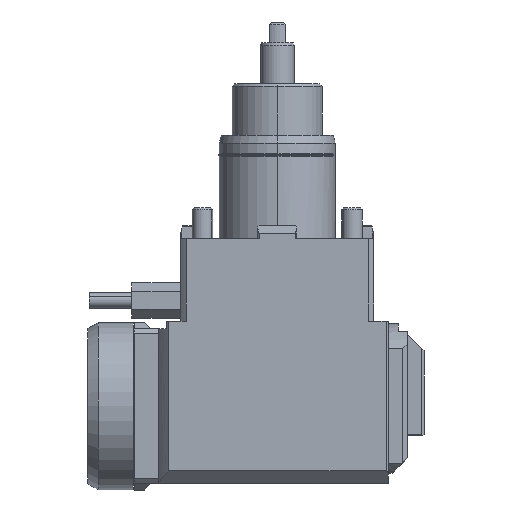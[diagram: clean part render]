
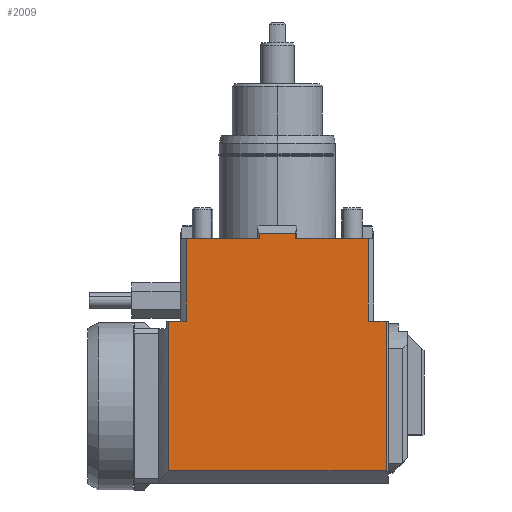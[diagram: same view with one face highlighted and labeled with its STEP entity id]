
A CAD part, front view. The second image highlights one B-rep face of the part: STEP entity #2009.
In plain terms, the highlighted planar face has unit normal (0, -1, 0).
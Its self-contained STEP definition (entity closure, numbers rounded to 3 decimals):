
#77=CARTESIAN_POINT('',(7.,-37.5,-0.));
#78=VERTEX_POINT('',#77);
#95=CARTESIAN_POINT('',(7.,-37.5,2.));
#96=VERTEX_POINT('',#95);
#103=CARTESIAN_POINT('',(7.,-37.5,2.));
#104=DIRECTION('',(0.,0.,-1.));
#105=VECTOR('',#104,2.);
#106=LINE('',#103,#105);
#107=EDGE_CURVE('',#96,#78,#106,.T.);
#270=CARTESIAN_POINT('',(42.261,-37.5,-90.));
#271=VERTEX_POINT('',#270);
#279=CARTESIAN_POINT('',(-42.261,-37.5,-90.));
#280=VERTEX_POINT('',#279);
#281=CARTESIAN_POINT('',(42.261,-37.5,-90.));
#282=DIRECTION('',(-1.,0.,0.));
#283=VECTOR('',#282,84.522);
#284=LINE('',#281,#283);
#285=EDGE_CURVE('',#271,#280,#284,.T.);
#1924=CARTESIAN_POINT('',(-0.,-37.5,-4.5));
#1925=DIRECTION('',(-0.,-1.,0.));
#1926=DIRECTION('',(-0.,0.,-1.));
#1927=AXIS2_PLACEMENT_3D('',#1924,#1925,#1926);
#1928=PLANE('',#1927);
#1929=ORIENTED_EDGE('',*,*,#107,.F.);
#1930=CARTESIAN_POINT('',(-7.,-37.5,2.));
#1931=VERTEX_POINT('',#1930);
#1932=CARTESIAN_POINT('',(-7.,-37.5,2.));
#1933=DIRECTION('',(1.,0.,-0.));
#1934=VECTOR('',#1933,14.);
#1935=LINE('',#1932,#1934);
#1936=EDGE_CURVE('',#1931,#96,#1935,.T.);
#1937=ORIENTED_EDGE('',*,*,#1936,.F.);
#1938=CARTESIAN_POINT('',(-7.,-37.5,0.));
#1939=VERTEX_POINT('',#1938);
#1940=CARTESIAN_POINT('',(-7.,-37.5,0.));
#1941=DIRECTION('',(0.,0.,1.));
#1942=VECTOR('',#1941,2.);
#1943=LINE('',#1940,#1942);
#1944=EDGE_CURVE('',#1939,#1931,#1943,.T.);
#1945=ORIENTED_EDGE('',*,*,#1944,.F.);
#1946=CARTESIAN_POINT('',(-35.299,-37.5,0.));
#1947=VERTEX_POINT('',#1946);
#1948=CARTESIAN_POINT('',(-7.,-37.5,0.));
#1949=DIRECTION('',(-1.,0.,0.));
#1950=VECTOR('',#1949,28.299);
#1951=LINE('',#1948,#1950);
#1952=EDGE_CURVE('',#1939,#1947,#1951,.T.);
#1953=ORIENTED_EDGE('',*,*,#1952,.T.);
#1954=CARTESIAN_POINT('',(-35.299,-37.5,-32.));
#1955=VERTEX_POINT('',#1954);
#1956=CARTESIAN_POINT('',(-35.299,-37.5,0.));
#1957=DIRECTION('',(0.,0.,-1.));
#1958=VECTOR('',#1957,32.);
#1959=LINE('',#1956,#1958);
#1960=EDGE_CURVE('',#1947,#1955,#1959,.T.);
#1961=ORIENTED_EDGE('',*,*,#1960,.T.);
#1962=CARTESIAN_POINT('',(-42.261,-37.5,-32.));
#1963=VERTEX_POINT('',#1962);
#1964=CARTESIAN_POINT('',(-35.299,-37.5,-32.));
#1965=DIRECTION('',(-1.,0.,0.));
#1966=VECTOR('',#1965,6.962);
#1967=LINE('',#1964,#1966);
#1968=EDGE_CURVE('',#1955,#1963,#1967,.T.);
#1969=ORIENTED_EDGE('',*,*,#1968,.T.);
#1970=CARTESIAN_POINT('',(-42.261,-37.5,-32.));
#1971=DIRECTION('',(-0.,0.,-1.));
#1972=VECTOR('',#1971,58.);
#1973=LINE('',#1970,#1972);
#1974=EDGE_CURVE('',#1963,#280,#1973,.T.);
#1975=ORIENTED_EDGE('',*,*,#1974,.T.);
#1976=ORIENTED_EDGE('',*,*,#285,.F.);
#1977=CARTESIAN_POINT('',(42.261,-37.5,-32.));
#1978=VERTEX_POINT('',#1977);
#1979=CARTESIAN_POINT('',(42.261,-37.5,-90.));
#1980=DIRECTION('',(0.,0.,1.));
#1981=VECTOR('',#1980,58.);
#1982=LINE('',#1979,#1981);
#1983=EDGE_CURVE('',#271,#1978,#1982,.T.);
#1984=ORIENTED_EDGE('',*,*,#1983,.T.);
#1985=CARTESIAN_POINT('',(35.299,-37.5,-32.));
#1986=VERTEX_POINT('',#1985);
#1987=CARTESIAN_POINT('',(42.261,-37.5,-32.));
#1988=DIRECTION('',(-1.,0.,0.));
#1989=VECTOR('',#1988,6.962);
#1990=LINE('',#1987,#1989);
#1991=EDGE_CURVE('',#1978,#1986,#1990,.T.);
#1992=ORIENTED_EDGE('',*,*,#1991,.T.);
#1993=CARTESIAN_POINT('',(35.299,-37.5,-0.));
#1994=VERTEX_POINT('',#1993);
#1995=CARTESIAN_POINT('',(35.299,-37.5,-32.));
#1996=DIRECTION('',(0.,-0.,1.));
#1997=VECTOR('',#1996,32.);
#1998=LINE('',#1995,#1997);
#1999=EDGE_CURVE('',#1986,#1994,#1998,.T.);
#2000=ORIENTED_EDGE('',*,*,#1999,.T.);
#2001=CARTESIAN_POINT('',(7.,-37.5,-0.));
#2002=DIRECTION('',(1.,0.,-0.));
#2003=VECTOR('',#2002,28.299);
#2004=LINE('',#2001,#2003);
#2005=EDGE_CURVE('',#78,#1994,#2004,.T.);
#2006=ORIENTED_EDGE('',*,*,#2005,.F.);
#2007=EDGE_LOOP('',(#1929,#1937,#1945,#1953,#1961,#1969,#1975,#1976,#1984,#1992,#2000,#2006));
#2008=FACE_BOUND('',#2007,.T.);
#2009=ADVANCED_FACE('',(#2008),#1928,.T.);
